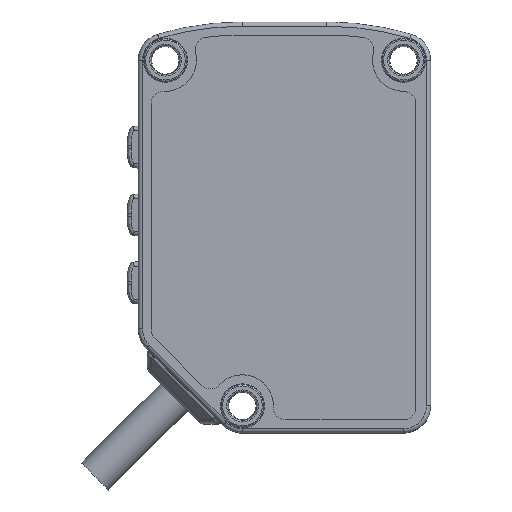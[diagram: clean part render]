
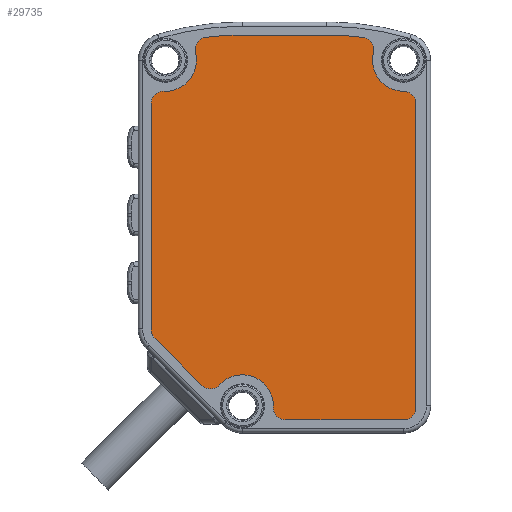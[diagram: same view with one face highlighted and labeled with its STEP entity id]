
A CAD part, top view. The second image highlights one B-rep face of the part: STEP entity #29735.
In plain terms, the highlighted planar face has unit normal (0, 0, 1).
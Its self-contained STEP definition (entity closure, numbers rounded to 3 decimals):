
#9106=CARTESIAN_POINT('',(22.25,13.5,22.44));
#9107=DIRECTION('',(0.,0.,1.));
#9108=DIRECTION('',(0.127,0.992,0.));
#9109=AXIS2_PLACEMENT_3D('',#9106,#9107,#9108);
#9115=CARTESIAN_POINT('',(26.329,45.239,22.44));
#9116=DIRECTION('',(0.,0.,1.));
#9117=DIRECTION('',(0.97,-0.244,0.));
#9118=AXIS2_PLACEMENT_3D('',#9115,#9116,#9117);
#9124=CARTESIAN_POINT('',(31.3,43.99,22.44));
#9125=DIRECTION('',(0.,0.,1.));
#9126=DIRECTION('',(-0.97,0.244,0.));
#9127=AXIS2_PLACEMENT_3D('',#9124,#9125,#9126);
#9133=CARTESIAN_POINT('',(31.3,38.865,22.44));
#9134=DIRECTION('',(0.,0.,1.));
#9135=DIRECTION('',(1.,0.,0.));
#9136=AXIS2_PLACEMENT_3D('',#9133,#9134,#9135);
#9142=DIRECTION('',(0.,1.,0.));
#9143=VECTOR('',#9142,35.865);
#9144=CARTESIAN_POINT('',(32.76,3.,22.44));
#9145=LINE('',#9144,#9143);
#9150=CARTESIAN_POINT('',(31.3,3.,22.44));
#9151=DIRECTION('',(0.,0.,1.));
#9152=DIRECTION('',(0.,-1.,0.));
#9153=AXIS2_PLACEMENT_3D('',#9150,#9151,#9152);
#9159=DIRECTION('',(1.,0.,0.));
#9160=VECTOR('',#9159,13.889);
#9161=CARTESIAN_POINT('',(17.411,1.54,22.44));
#9162=LINE('',#9161,#9160);
#9167=CARTESIAN_POINT('',(17.411,3.,22.44));
#9168=DIRECTION('',(0.,0.,1.));
#9169=DIRECTION('',(-0.999,0.039,0.));
#9170=AXIS2_PLACEMENT_3D('',#9167,#9168,#9169);
#9172=CARTESIAN_POINT('',(12.29,3.2,22.44));
#9173=DIRECTION('',(0.,0.,1.));
#9174=DIRECTION('',(0.999,-0.039,0.));
#9175=AXIS2_PLACEMENT_3D('',#9172,#9173,#9174);
#9185=CARTESIAN_POINT('',(8.525,6.677,22.44));
#9186=DIRECTION('',(0.,0.,1.));
#9187=DIRECTION('',(-0.707,-0.707,0.));
#9188=AXIS2_PLACEMENT_3D('',#9185,#9186,#9187);
#9194=DIRECTION('',(0.707,-0.707,0.));
#9195=VECTOR('',#9194,7.731);
#9196=CARTESIAN_POINT('',(2.026,11.112,22.44));
#9197=LINE('',#9196,#9195);
#9202=CARTESIAN_POINT('',(3.2,12.286,22.44));
#9203=DIRECTION('',(0.,0.,1.));
#9204=DIRECTION('',(-1.,0.,0.));
#9205=AXIS2_PLACEMENT_3D('',#9202,#9203,#9204);
#9211=DIRECTION('',(0.,-1.,0.));
#9212=VECTOR('',#9211,26.583);
#9213=CARTESIAN_POINT('',(1.54,38.869,22.44));
#9214=LINE('',#9213,#9212);
#9219=CARTESIAN_POINT('',(3.,38.869,22.44));
#9220=DIRECTION('',(0.,0.,1.));
#9221=DIRECTION('',(0.039,0.999,0.));
#9222=AXIS2_PLACEMENT_3D('',#9219,#9220,#9221);
#9228=CARTESIAN_POINT('',(3.2,43.99,22.44));
#9229=DIRECTION('',(0.,0.,1.));
#9230=DIRECTION('',(-0.039,-0.999,0.));
#9231=AXIS2_PLACEMENT_3D('',#9228,#9229,#9230);
#9237=CARTESIAN_POINT('',(8.171,45.239,22.44));
#9238=DIRECTION('',(0.,0.,1.));
#9239=DIRECTION('',(-0.127,0.992,0.));
#9240=AXIS2_PLACEMENT_3D('',#9237,#9238,#9239);
#9246=CARTESIAN_POINT('',(12.25,13.5,22.44));
#9247=DIRECTION('',(0.,0.,1.));
#9248=DIRECTION('',(0.,1.,0.));
#9249=AXIS2_PLACEMENT_3D('',#9246,#9247,#9248);
#9251=DIRECTION('',(-1.,0.,0.));
#9252=VECTOR('',#9251,10.);
#9253=CARTESIAN_POINT('',(22.25,46.96,22.44));
#9254=LINE('',#9253,#9252);
#11958=CARTESIAN_POINT('',(26.516,46.687,22.44));
#11959=CARTESIAN_POINT('',(22.25,46.96,22.44));
#11960=VERTEX_POINT('',#11958);
#11961=VERTEX_POINT('',#11959);
#11962=CARTESIAN_POINT('',(12.25,46.96,22.44));
#11963=VERTEX_POINT('',#11962);
#11964=CARTESIAN_POINT('',(7.984,46.687,22.44));
#11965=VERTEX_POINT('',#11964);
#11966=CARTESIAN_POINT('',(6.755,44.883,22.44));
#11967=VERTEX_POINT('',#11966);
#11968=CARTESIAN_POINT('',(3.057,40.328,22.44));
#11969=VERTEX_POINT('',#11968);
#11970=CARTESIAN_POINT('',(1.54,38.869,22.44));
#11971=VERTEX_POINT('',#11970);
#11972=CARTESIAN_POINT('',(1.54,12.286,22.44));
#11973=VERTEX_POINT('',#11972);
#11974=CARTESIAN_POINT('',(2.026,11.112,22.44));
#11975=VERTEX_POINT('',#11974);
#11976=CARTESIAN_POINT('',(7.493,5.645,22.44));
#11977=VERTEX_POINT('',#11976);
#11978=CARTESIAN_POINT('',(9.598,5.687,22.44));
#11979=VERTEX_POINT('',#11978);
#11980=CARTESIAN_POINT('',(15.952,3.057,22.44));
#11981=VERTEX_POINT('',#11980);
#11982=CARTESIAN_POINT('',(17.411,1.54,22.44));
#11983=VERTEX_POINT('',#11982);
#11984=CARTESIAN_POINT('',(31.3,1.54,22.44));
#11985=VERTEX_POINT('',#11984);
#11986=CARTESIAN_POINT('',(32.76,3.,22.44));
#11987=VERTEX_POINT('',#11986);
#11988=CARTESIAN_POINT('',(32.76,38.865,22.44));
#11989=VERTEX_POINT('',#11988);
#11990=CARTESIAN_POINT('',(31.3,40.325,22.44));
#11991=VERTEX_POINT('',#11990);
#11992=CARTESIAN_POINT('',(27.745,44.883,22.44));
#11993=VERTEX_POINT('',#11992);
#29693=CARTESIAN_POINT('',(32.66,1.64,22.44));
#29694=DIRECTION('',(0.,0.,1.));
#29695=DIRECTION('',(1.,0.,0.));
#29696=AXIS2_PLACEMENT_3D('',#29693,#29694,#29695);
#29697=PLANE('',#29696);
#29698=ORIENTED_EDGE('',*,*,#29683,.F.);
#29700=ORIENTED_EDGE('',*,*,#29699,.F.);
#29702=ORIENTED_EDGE('',*,*,#29701,.T.);
#29704=ORIENTED_EDGE('',*,*,#29703,.F.);
#29706=ORIENTED_EDGE('',*,*,#29705,.F.);
#29708=ORIENTED_EDGE('',*,*,#29707,.F.);
#29710=ORIENTED_EDGE('',*,*,#29709,.F.);
#29712=ORIENTED_EDGE('',*,*,#29711,.F.);
#29714=ORIENTED_EDGE('',*,*,#29713,.T.);
#29716=ORIENTED_EDGE('',*,*,#29715,.F.);
#29718=ORIENTED_EDGE('',*,*,#29717,.F.);
#29720=ORIENTED_EDGE('',*,*,#29719,.F.);
#29722=ORIENTED_EDGE('',*,*,#29721,.F.);
#29724=ORIENTED_EDGE('',*,*,#29723,.F.);
#29726=ORIENTED_EDGE('',*,*,#29725,.T.);
#29728=ORIENTED_EDGE('',*,*,#29727,.F.);
#29730=ORIENTED_EDGE('',*,*,#29729,.F.);
#29732=ORIENTED_EDGE('',*,*,#29731,.F.);
#29733=EDGE_LOOP('',(#29698,#29700,#29702,#29704,#29706,#29708,#29710,#29712,
#29714,#29716,#29718,#29720,#29722,#29724,#29726,#29728,#29730,#29732));
#29734=FACE_OUTER_BOUND('',#29733,.F.);
#29735=ADVANCED_FACE('',(#29734),#29697,.T.);
#9110=CIRCLE('',#9109,33.46);
#9119=CIRCLE('',#9118,1.46);
#9128=CIRCLE('',#9127,3.665);
#9137=CIRCLE('',#9136,1.46);
#9154=CIRCLE('',#9153,1.46);
#9171=CIRCLE('',#9170,1.46);
#9176=CIRCLE('',#9175,3.665);
#9189=CIRCLE('',#9188,1.46);
#9206=CIRCLE('',#9205,1.66);
#9223=CIRCLE('',#9222,1.46);
#9232=CIRCLE('',#9231,3.665);
#9241=CIRCLE('',#9240,1.46);
#9250=CIRCLE('',#9249,33.46);
#29683=EDGE_CURVE('',#11960,#11961,#9110,.T.);
#29699=EDGE_CURVE('',#11993,#11960,#9119,.T.);
#29701=EDGE_CURVE('',#11993,#11991,#9128,.T.);
#29703=EDGE_CURVE('',#11989,#11991,#9137,.T.);
#29705=EDGE_CURVE('',#11987,#11989,#9145,.T.);
#29707=EDGE_CURVE('',#11985,#11987,#9154,.T.);
#29709=EDGE_CURVE('',#11983,#11985,#9162,.T.);
#29711=EDGE_CURVE('',#11981,#11983,#9171,.T.);
#29713=EDGE_CURVE('',#11981,#11979,#9176,.T.);
#29715=EDGE_CURVE('',#11977,#11979,#9189,.T.);
#29717=EDGE_CURVE('',#11975,#11977,#9197,.T.);
#29719=EDGE_CURVE('',#11973,#11975,#9206,.T.);
#29721=EDGE_CURVE('',#11971,#11973,#9214,.T.);
#29723=EDGE_CURVE('',#11969,#11971,#9223,.T.);
#29725=EDGE_CURVE('',#11969,#11967,#9232,.T.);
#29727=EDGE_CURVE('',#11965,#11967,#9241,.T.);
#29729=EDGE_CURVE('',#11963,#11965,#9250,.T.);
#29731=EDGE_CURVE('',#11961,#11963,#9254,.T.);
